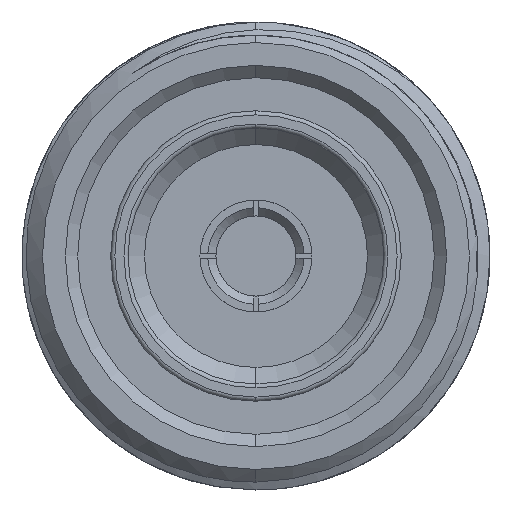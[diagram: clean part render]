
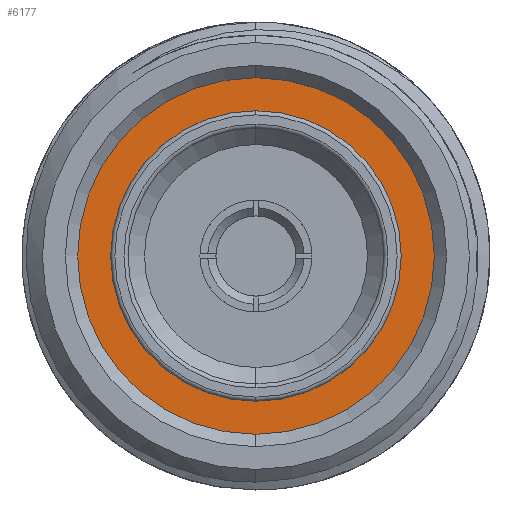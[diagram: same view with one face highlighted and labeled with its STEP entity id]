
A CAD part, left-side view. The second image highlights one B-rep face of the part: STEP entity #6177.
In plain terms, the highlighted planar face has unit normal (-1, 0, 0).
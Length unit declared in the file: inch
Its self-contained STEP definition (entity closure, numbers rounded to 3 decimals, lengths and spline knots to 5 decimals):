
#48 = CARTESIAN_POINT ( 'NONE',  ( 0.3189, 0., 0.43504 ) ) ;
#396 = DIRECTION ( 'NONE',  ( 0., 0., 1. ) ) ;
#417 = VERTEX_POINT ( 'NONE', #5578 ) ;
#457 = CARTESIAN_POINT ( 'NONE',  ( 0.3189, 0., 0. ) ) ;
#576 = CARTESIAN_POINT ( 'NONE',  ( 0.3189, 0., 0. ) ) ;
#816 = PLANE ( 'NONE',  #1930 ) ;
#831 = VERTEX_POINT ( 'NONE', #3360 ) ;
#847 = FACE_OUTER_BOUND ( 'NONE', #6155, .T. ) ;
#1290 = EDGE_LOOP ( 'NONE', ( #4855, #1720 ) ) ;
#1493 = DIRECTION ( 'NONE',  ( 0., 0., 1. ) ) ;
#1693 = ORIENTED_EDGE ( 'NONE', *, *, #2142, .T. ) ;
#1720 = ORIENTED_EDGE ( 'NONE', *, *, #4080, .F. ) ;
#1865 = EDGE_CURVE ( 'NONE', #831, #417, #2541, .T. ) ;
#1889 = FACE_BOUND ( 'NONE', #1290, .T. ) ;
#1930 = AXIS2_PLACEMENT_3D ( 'NONE', #457, #2848, #5930 ) ;
#2142 = EDGE_CURVE ( 'NONE', #2527, #4380, #2228, .T. ) ;
#2228 = CIRCLE ( 'NONE', #6235, 0.43504 ) ;
#2527 = VERTEX_POINT ( 'NONE', #48 ) ;
#2541 = CIRCLE ( 'NONE', #6229, 0.35433 ) ;
#2544 = DIRECTION ( 'NONE',  ( -1., 0., 0. ) ) ;
#2664 = DIRECTION ( 'NONE',  ( -1., 0., 0. ) ) ;
#2848 = DIRECTION ( 'NONE',  ( -1., 0., 0. ) ) ;
#2874 = EDGE_CURVE ( 'NONE', #4380, #2527, #4750, .T. ) ;
#3103 = DIRECTION ( 'NONE',  ( 0., 0., 1. ) ) ;
#3176 = CIRCLE ( 'NONE', #5300, 0.35433 ) ;
#3360 = CARTESIAN_POINT ( 'NONE',  ( 0.3189, 0., -0.35433 ) ) ;
#3690 = CARTESIAN_POINT ( 'NONE',  ( 0.3189, 0., -0.43504 ) ) ;
#3795 = AXIS2_PLACEMENT_3D ( 'NONE', #576, #5116, #396 ) ;
#4080 = EDGE_CURVE ( 'NONE', #417, #831, #3176, .T. ) ;
#4088 = CARTESIAN_POINT ( 'NONE',  ( 0.3189, 0., 0. ) ) ;
#4150 = ORIENTED_EDGE ( 'NONE', *, *, #2874, .T. ) ;
#4380 = VERTEX_POINT ( 'NONE', #3690 ) ;
#4710 = DIRECTION ( 'NONE',  ( 0., 0., 1. ) ) ;
#4750 = CIRCLE ( 'NONE', #3795, 0.43504 ) ;
#4855 = ORIENTED_EDGE ( 'NONE', *, *, #1865, .F. ) ;
#5116 = DIRECTION ( 'NONE',  ( -1., 0., 0. ) ) ;
#5300 = AXIS2_PLACEMENT_3D ( 'NONE', #6014, #2544, #1493 ) ;
#5317 = CARTESIAN_POINT ( 'NONE',  ( 0.3189, 0., 0. ) ) ;
#5346 = DIRECTION ( 'NONE',  ( -1., 0., 0. ) ) ;
#5578 = CARTESIAN_POINT ( 'NONE',  ( 0.3189, 0., 0.35433 ) ) ;
#5930 = DIRECTION ( 'NONE',  ( 0., 0., 1. ) ) ;
#6014 = CARTESIAN_POINT ( 'NONE',  ( 0.3189, 0., 0. ) ) ;
#6155 = EDGE_LOOP ( 'NONE', ( #1693, #4150 ) ) ;
#6177 = ADVANCED_FACE ( 'NONE', ( #847, #1889 ), #816, .T. ) ;
#6229 = AXIS2_PLACEMENT_3D ( 'NONE', #4088, #2664, #3103 ) ;
#6235 = AXIS2_PLACEMENT_3D ( 'NONE', #5317, #5346, #4710 ) ;
